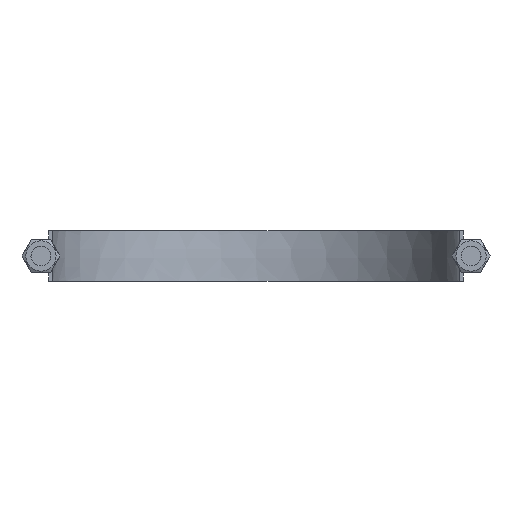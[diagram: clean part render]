
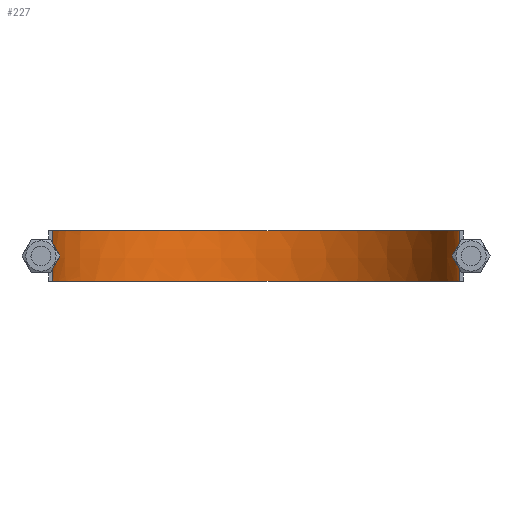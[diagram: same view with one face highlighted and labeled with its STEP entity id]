
A CAD part, front view. The second image highlights one B-rep face of the part: STEP entity #227.
In plain terms, the highlighted face is a extrusion surface.
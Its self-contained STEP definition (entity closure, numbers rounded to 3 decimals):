
#227 = ADVANCED_FACE( '', ( #297 ), #298, .T. );
#297 = FACE_OUTER_BOUND( '', #1209, .T. );
#298 = SURFACE_OF_LINEAR_EXTRUSION( '', #1210, #1211 );
#1209 = EDGE_LOOP( '', ( #1796, #1797, #1798, #1799 ) );
#1210 = B_SPLINE_CURVE_WITH_KNOTS( '', 3, ( #1800, #1801, #1802, #1803, #1804, #1805, #1806, #1807, #1808, #1809, #1810, #1811, #1812, #1813, #1814, #1815, #1816, #1817 ), .UNSPECIFIED., .F., .F., ( 4, 3, 1, 1, 1, 1, 1, 1, 1, 1, 3, 4 ), ( -11., -10., -9., -8., -7., -6., -5., -4., -3., -2., -1., 0. ), .UNSPECIFIED. );
#1211 = VECTOR( '', #1818, 1000. );
#1796 = ORIENTED_EDGE( '', *, *, #2138, .T. );
#1797 = ORIENTED_EDGE( '', *, *, #2150, .F. );
#1798 = ORIENTED_EDGE( '', *, *, #2148, .F. );
#1799 = ORIENTED_EDGE( '', *, *, #2143, .T. );
#1800 = CARTESIAN_POINT( '', ( -161.4, 98.51, -521.638 ) );
#1801 = CARTESIAN_POINT( '', ( -161.4, 150.543, -521.638 ) );
#1802 = CARTESIAN_POINT( '', ( -161.4, 202.577, -521.638 ) );
#1803 = CARTESIAN_POINT( '', ( -161.4, 254.61, -521.638 ) );
#1804 = CARTESIAN_POINT( '', ( -161.4, 273.377, -521.638 ) );
#1805 = CARTESIAN_POINT( '', ( -154.778, 310.95, -521.638 ) );
#1806 = CARTESIAN_POINT( '', ( -126.176, 360.483, -521.638 ) );
#1807 = CARTESIAN_POINT( '', ( -82.356, 397.254, -521.638 ) );
#1808 = CARTESIAN_POINT( '', ( -28.602, 416.819, -521.638 ) );
#1809 = CARTESIAN_POINT( '', ( 28.602, 416.819, -521.638 ) );
#1810 = CARTESIAN_POINT( '', ( 82.356, 397.254, -521.638 ) );
#1811 = CARTESIAN_POINT( '', ( 126.176, 360.483, -521.638 ) );
#1812 = CARTESIAN_POINT( '', ( 154.778, 310.95, -521.638 ) );
#1813 = CARTESIAN_POINT( '', ( 161.4, 273.377, -521.638 ) );
#1814 = CARTESIAN_POINT( '', ( 161.4, 254.61, -521.638 ) );
#1815 = CARTESIAN_POINT( '', ( 161.4, 202.577, -521.638 ) );
#1816 = CARTESIAN_POINT( '', ( 161.4, 150.543, -521.638 ) );
#1817 = CARTESIAN_POINT( '', ( 161.4, 98.51, -521.638 ) );
#1818 = DIRECTION( '', ( 0., 0., 1. ) );
#2138 = EDGE_CURVE( '', #2248, #2249, #2250, .T. );
#2143 = EDGE_CURVE( '', #2257, #2248, #2258, .T. );
#2148 = EDGE_CURVE( '', #2257, #2265, #2266, .T. );
#2150 = EDGE_CURVE( '', #2265, #2249, #2268, .T. );
#2248 = VERTEX_POINT( '', #2742 );
#2249 = VERTEX_POINT( '', #2743 );
#2250 = LINE( '', #2744, #2745 );
#2257 = VERTEX_POINT( '', #2765 );
#2258 = B_SPLINE_CURVE_WITH_KNOTS( '', 3, ( #2766, #2767, #2768, #2769, #2770, #2771, #2772, #2773, #2774, #2775, #2776, #2777, #2778, #2779, #2780, #2781, #2782, #2783 ), .UNSPECIFIED., .F., .F., ( 4, 3, 1, 1, 1, 1, 1, 1, 1, 1, 3, 4 ), ( -11., -10., -9., -8., -7., -6., -5., -4., -3., -2., -1., 0. ), .UNSPECIFIED. );
#2265 = VERTEX_POINT( '', #2932 );
#2266 = LINE( '', #2933, #2934 );
#2268 = B_SPLINE_CURVE_WITH_KNOTS( '', 3, ( #2937, #2938, #2939, #2940, #2941, #2942, #2943, #2944, #2945, #2946, #2947, #2948, #2949, #2950, #2951, #2952, #2953, #2954 ), .UNSPECIFIED., .F., .F., ( 4, 3, 1, 1, 1, 1, 1, 1, 1, 1, 3, 4 ), ( -11., -10., -9., -8., -7., -6., -5., -4., -3., -2., -1., 0. ), .UNSPECIFIED. );
#2742 = CARTESIAN_POINT( '', ( 161.4, 98.51, -20. ) );
#2743 = CARTESIAN_POINT( '', ( 161.4, 98.51, 20. ) );
#2744 = CARTESIAN_POINT( '', ( 161.4, 98.51, -521.638 ) );
#2745 = VECTOR( '', #3301, 1000. );
#2765 = CARTESIAN_POINT( '', ( -161.4, 98.51, -20. ) );
#2766 = CARTESIAN_POINT( '', ( -161.4, 98.51, -20. ) );
#2767 = CARTESIAN_POINT( '', ( -161.4, 150.543, -20. ) );
#2768 = CARTESIAN_POINT( '', ( -161.4, 202.577, -20. ) );
#2769 = CARTESIAN_POINT( '', ( -161.4, 254.61, -20. ) );
#2770 = CARTESIAN_POINT( '', ( -161.4, 273.377, -20. ) );
#2771 = CARTESIAN_POINT( '', ( -154.778, 310.95, -20. ) );
#2772 = CARTESIAN_POINT( '', ( -126.176, 360.483, -20. ) );
#2773 = CARTESIAN_POINT( '', ( -82.356, 397.254, -20. ) );
#2774 = CARTESIAN_POINT( '', ( -28.602, 416.819, -20. ) );
#2775 = CARTESIAN_POINT( '', ( 28.602, 416.819, -20. ) );
#2776 = CARTESIAN_POINT( '', ( 82.356, 397.254, -20. ) );
#2777 = CARTESIAN_POINT( '', ( 126.176, 360.483, -20. ) );
#2778 = CARTESIAN_POINT( '', ( 154.778, 310.95, -20. ) );
#2779 = CARTESIAN_POINT( '', ( 161.4, 273.377, -20. ) );
#2780 = CARTESIAN_POINT( '', ( 161.4, 254.61, -20. ) );
#2781 = CARTESIAN_POINT( '', ( 161.4, 202.577, -20. ) );
#2782 = CARTESIAN_POINT( '', ( 161.4, 150.543, -20. ) );
#2783 = CARTESIAN_POINT( '', ( 161.4, 98.51, -20. ) );
#2932 = CARTESIAN_POINT( '', ( -161.4, 98.51, 20. ) );
#2933 = CARTESIAN_POINT( '', ( -161.4, 98.51, -521.638 ) );
#2934 = VECTOR( '', #3307, 1000. );
#2937 = CARTESIAN_POINT( '', ( -161.4, 98.51, 20. ) );
#2938 = CARTESIAN_POINT( '', ( -161.4, 150.543, 20. ) );
#2939 = CARTESIAN_POINT( '', ( -161.4, 202.577, 20. ) );
#2940 = CARTESIAN_POINT( '', ( -161.4, 254.61, 20. ) );
#2941 = CARTESIAN_POINT( '', ( -161.4, 273.377, 20. ) );
#2942 = CARTESIAN_POINT( '', ( -154.778, 310.95, 20. ) );
#2943 = CARTESIAN_POINT( '', ( -126.176, 360.483, 20. ) );
#2944 = CARTESIAN_POINT( '', ( -82.356, 397.254, 20. ) );
#2945 = CARTESIAN_POINT( '', ( -28.602, 416.819, 20. ) );
#2946 = CARTESIAN_POINT( '', ( 28.602, 416.819, 20. ) );
#2947 = CARTESIAN_POINT( '', ( 82.356, 397.254, 20. ) );
#2948 = CARTESIAN_POINT( '', ( 126.176, 360.483, 20. ) );
#2949 = CARTESIAN_POINT( '', ( 154.778, 310.95, 20. ) );
#2950 = CARTESIAN_POINT( '', ( 161.4, 273.377, 20. ) );
#2951 = CARTESIAN_POINT( '', ( 161.4, 254.61, 20. ) );
#2952 = CARTESIAN_POINT( '', ( 161.4, 202.577, 20. ) );
#2953 = CARTESIAN_POINT( '', ( 161.4, 150.543, 20. ) );
#2954 = CARTESIAN_POINT( '', ( 161.4, 98.51, 20. ) );
#3301 = DIRECTION( '', ( 0., 0., 1. ) );
#3307 = DIRECTION( '', ( 0., 0., 1. ) );
